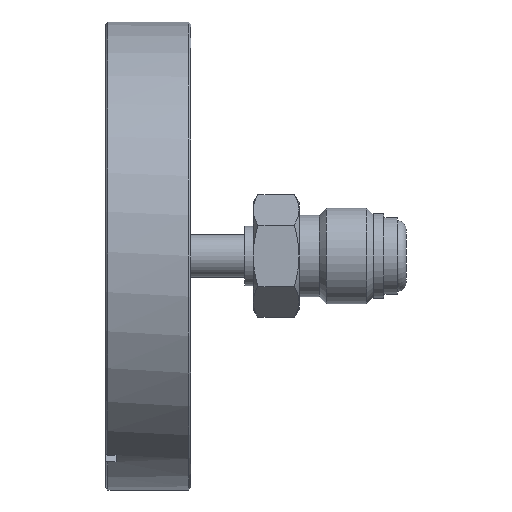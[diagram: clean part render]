
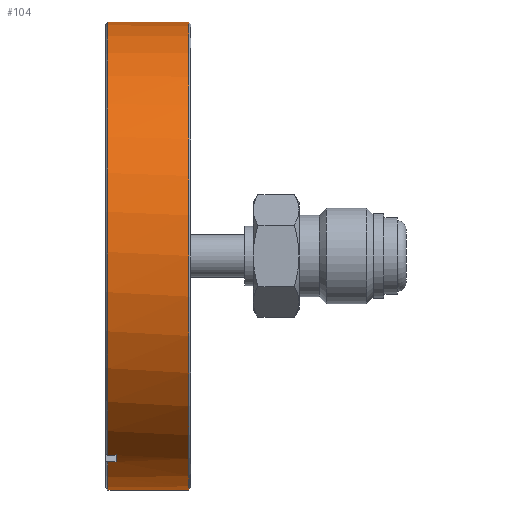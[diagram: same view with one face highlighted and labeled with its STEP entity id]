
A CAD part, left-side view. The second image highlights one B-rep face of the part: STEP entity #104.
In plain terms, the highlighted cylindrical face has radius 35 mm (diameter 70 mm), a partial arc.
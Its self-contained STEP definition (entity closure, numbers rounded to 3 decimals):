
#19 = VECTOR ( 'NONE', #530, 1000. ) ;
#28 = CARTESIAN_POINT ( 'NONE',  ( 0., 31.392, 35. ) ) ;
#87 = EDGE_CURVE ( 'NONE', #2702, #1313, #955, .T. ) ;
#104 = ADVANCED_FACE ( 'NONE', ( #1688 ), #377, .T. ) ;
#287 = EDGE_CURVE ( 'NONE', #1975, #1557, #587, .T. ) ;
#362 = ORIENTED_EDGE ( 'NONE', *, *, #2484, .F. ) ;
#367 = CARTESIAN_POINT ( 'NONE',  ( -18.359, 31.392, -29.799 ) ) ;
#377 = CYLINDRICAL_SURFACE ( 'NONE', #1762, 35. ) ;
#390 = EDGE_CURVE ( 'NONE', #1195, #1313, #1032, .T. ) ;
#397 = CARTESIAN_POINT ( 'NONE',  ( 0., 12.4, 35. ) ) ;
#520 = ORIENTED_EDGE ( 'NONE', *, *, #1624, .F. ) ;
#530 = DIRECTION ( 'NONE',  ( 0., -1., 0. ) ) ;
#586 = CARTESIAN_POINT ( 'NONE',  ( 0., 0.3, -35. ) ) ;
#587 = CIRCLE ( 'NONE', #685, 35. ) ;
#685 = AXIS2_PLACEMENT_3D ( 'NONE', #1401, #2095, #1182 ) ;
#710 = CARTESIAN_POINT ( 'NONE',  ( 0., 12.4, 0. ) ) ;
#712 = CARTESIAN_POINT ( 'NONE',  ( 0., 12.4, 0. ) ) ;
#816 = VECTOR ( 'NONE', #1579, 1000. ) ;
#926 = AXIS2_PLACEMENT_3D ( 'NONE', #712, #2801, #2538 ) ;
#933 = LINE ( 'NONE', #28, #816 ) ;
#954 = CARTESIAN_POINT ( 'NONE',  ( 0., 11.2, 0. ) ) ;
#955 = CIRCLE ( 'NONE', #926, 35. ) ;
#975 = DIRECTION ( 'NONE',  ( 0., 0., 1. ) ) ;
#1002 = DIRECTION ( 'NONE',  ( 0., 1., 0. ) ) ;
#1032 = LINE ( 'NONE', #367, #2339 ) ;
#1172 = AXIS2_PLACEMENT_3D ( 'NONE', #954, #2692, #1215 ) ;
#1182 = DIRECTION ( 'NONE',  ( 0., 0., -1. ) ) ;
#1195 = VERTEX_POINT ( 'NONE', #1780 ) ;
#1215 = DIRECTION ( 'NONE',  ( 0., 0., -1. ) ) ;
#1262 = ORIENTED_EDGE ( 'NONE', *, *, #2806, .T. ) ;
#1301 = CARTESIAN_POINT ( 'NONE',  ( -16.627, 31.392, -30.799 ) ) ;
#1313 = VERTEX_POINT ( 'NONE', #1553 ) ;
#1361 = AXIS2_PLACEMENT_3D ( 'NONE', #710, #2453, #975 ) ;
#1395 = LINE ( 'NONE', #1301, #19 ) ;
#1401 = CARTESIAN_POINT ( 'NONE',  ( 0., 0.3, 0. ) ) ;
#1455 = DIRECTION ( 'NONE',  ( 0., 1., 0. ) ) ;
#1553 = CARTESIAN_POINT ( 'NONE',  ( -18.359, 12.4, -29.799 ) ) ;
#1557 = VERTEX_POINT ( 'NONE', #1670 ) ;
#1579 = DIRECTION ( 'NONE',  ( 0., 1., 0. ) ) ;
#1624 = EDGE_CURVE ( 'NONE', #2878, #1195, #1810, .T. ) ;
#1670 = CARTESIAN_POINT ( 'NONE',  ( 0., 0.3, 35. ) ) ;
#1688 = FACE_OUTER_BOUND ( 'NONE', #1749, .T. ) ;
#1749 = EDGE_LOOP ( 'NONE', ( #2712, #3018, #2745, #1845, #3013, #520, #362, #1262 ) ) ;
#1754 = VERTEX_POINT ( 'NONE', #2230 ) ;
#1762 = AXIS2_PLACEMENT_3D ( 'NONE', #2963, #1790, #2047 ) ;
#1780 = CARTESIAN_POINT ( 'NONE',  ( -18.359, 11.2, -29.799 ) ) ;
#1790 = DIRECTION ( 'NONE',  ( 0., 1., 0. ) ) ;
#1810 = CIRCLE ( 'NONE', #1172, 35. ) ;
#1845 = ORIENTED_EDGE ( 'NONE', *, *, #87, .T. ) ;
#1898 = LINE ( 'NONE', #2949, #3236 ) ;
#1975 = VERTEX_POINT ( 'NONE', #586 ) ;
#2047 = DIRECTION ( 'NONE',  ( 0., 0., 1. ) ) ;
#2095 = DIRECTION ( 'NONE',  ( 0., 1., 0. ) ) ;
#2229 = CARTESIAN_POINT ( 'NONE',  ( -16.627, 11.2, -30.799 ) ) ;
#2230 = CARTESIAN_POINT ( 'NONE',  ( 0., 12.4, -35. ) ) ;
#2327 = VERTEX_POINT ( 'NONE', #2722 ) ;
#2339 = VECTOR ( 'NONE', #1002, 1000. ) ;
#2453 = DIRECTION ( 'NONE',  ( 0., -1., 0. ) ) ;
#2484 = EDGE_CURVE ( 'NONE', #2327, #2878, #1395, .T. ) ;
#2538 = DIRECTION ( 'NONE',  ( 0., 0., 1. ) ) ;
#2565 = EDGE_CURVE ( 'NONE', #1557, #2702, #933, .T. ) ;
#2692 = DIRECTION ( 'NONE',  ( 0., 1., 0. ) ) ;
#2702 = VERTEX_POINT ( 'NONE', #397 ) ;
#2712 = ORIENTED_EDGE ( 'NONE', *, *, #2735, .F. ) ;
#2722 = CARTESIAN_POINT ( 'NONE',  ( -16.627, 12.4, -30.799 ) ) ;
#2735 = EDGE_CURVE ( 'NONE', #1975, #1754, #1898, .T. ) ;
#2745 = ORIENTED_EDGE ( 'NONE', *, *, #2565, .T. ) ;
#2801 = DIRECTION ( 'NONE',  ( 0., -1., 0. ) ) ;
#2806 = EDGE_CURVE ( 'NONE', #2327, #1754, #3085, .T. ) ;
#2878 = VERTEX_POINT ( 'NONE', #2229 ) ;
#2949 = CARTESIAN_POINT ( 'NONE',  ( 0., 31.392, -35. ) ) ;
#2963 = CARTESIAN_POINT ( 'NONE',  ( 0., 31.392, 0. ) ) ;
#3013 = ORIENTED_EDGE ( 'NONE', *, *, #390, .F. ) ;
#3018 = ORIENTED_EDGE ( 'NONE', *, *, #287, .T. ) ;
#3085 = CIRCLE ( 'NONE', #1361, 35. ) ;
#3236 = VECTOR ( 'NONE', #1455, 1000. ) ;
